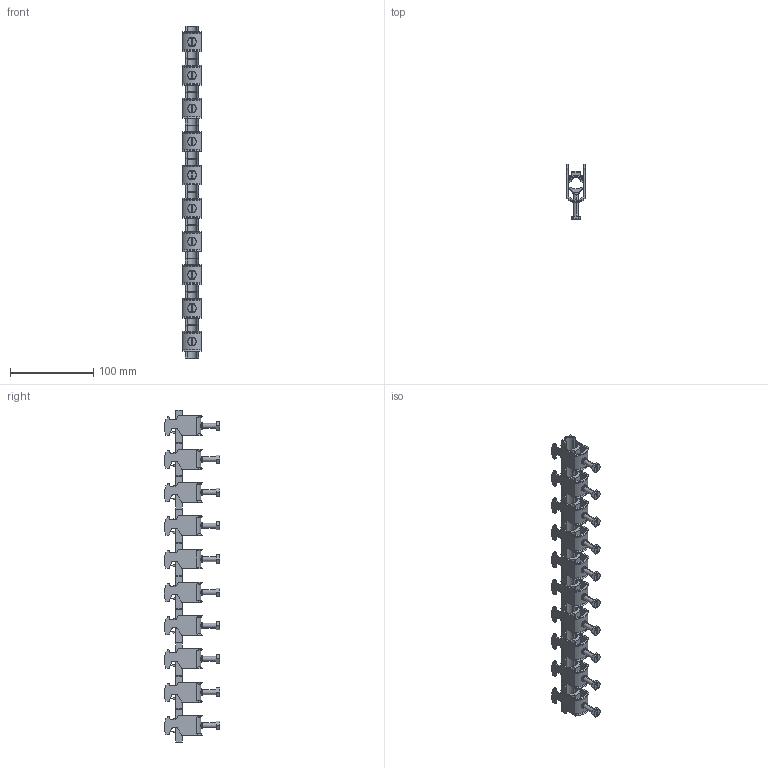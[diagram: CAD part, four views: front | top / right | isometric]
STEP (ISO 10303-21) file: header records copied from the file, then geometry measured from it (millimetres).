
FILE_DESCRIPTION (( 'STEP AP203' ), '1' );
FILE_NAME ('U6122352512 Çàæèì êàáåëüíûé USOLA.STEP', '2022-04-25T13:06:17', ( '' ), ( '' ), 'SwSTEP 2.0', 'SolidWorks 2017', '' );
FILE_SCHEMA (( 'CONFIG_CONTROL_DESIGN' ));
Length unit declared in the file: millimetre
Products named in the file (5): U6122352512 Çàæèì êàáåëüíûé USOLA; 7078_000_D; 7078_000_P1; Êàáåëüíûé çàæèì äëÿ Ñ-îáðàçíûõ øèí 12-18 USOLA; 7078_000_P2
Assembly tree (12 placements, depth 3):
  U6122352512 Çàæèì êàáåëüíûé USOLA
    Êàáåëüíûé çàæèì äëÿ Ñ-îáðàçíûõ øèí 12-18 USOLA  x10
      7078_000_P1
      7078_000_P2
  7078_000_D
Bounding box: 22 x 66.5 x 399 mm (x, y, z)
Volume: 78294.9 mm3; surface area: 95197.5 mm2
Topology: 20 solids, 20 shells, 1240 faces, 3300 edges, 2160 vertices
Faces by surface type: plane 660, cylinder 400, cone 140, torus 40
Entity records: 4792 total; most frequent: CARTESIAN_POINT 924, DIRECTION 666, ORIENTED_EDGE 660, EDGE_CURVE 330, AXIS2_PLACEMENT_3D 232, VERTEX_POINT 216, VECTOR 202, LINE 202
